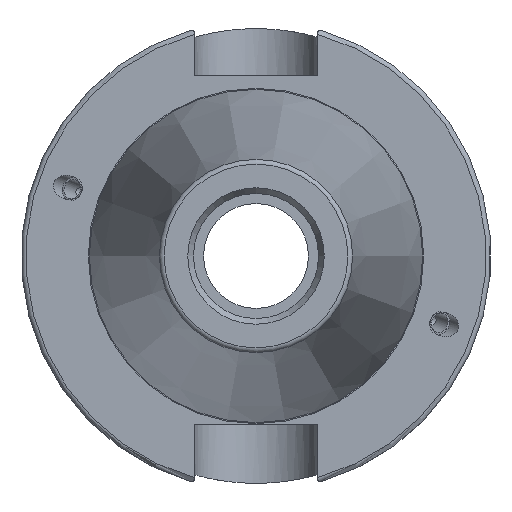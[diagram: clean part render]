
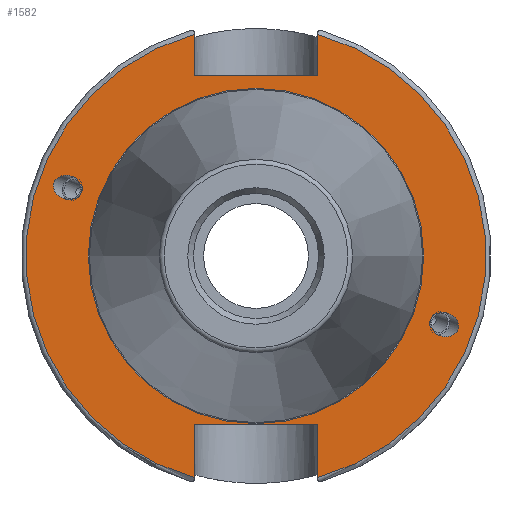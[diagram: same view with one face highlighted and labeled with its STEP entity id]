
A CAD part, left-side view. The second image highlights one B-rep face of the part: STEP entity #1582.
In plain terms, the highlighted planar face has unit normal (-1, 0, 0).
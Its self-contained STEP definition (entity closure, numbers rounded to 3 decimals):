
#34=ELLIPSE('',#1711,3.052,2.5);
#35=ELLIPSE('',#1745,3.052,2.5);
#62=PLANE('',#1751);
#98=FACE_BOUND('',#458,.T.);
#99=FACE_BOUND('',#459,.T.);
#100=FACE_BOUND('',#460,.T.);
#153=LINE('',#3172,#241);
#154=LINE('',#3176,#242);
#155=LINE('',#3178,#243);
#156=LINE('',#3180,#244);
#157=LINE('',#3184,#245);
#158=LINE('',#3185,#246);
#241=VECTOR('',#2080,10.);
#242=VECTOR('',#2083,10.);
#243=VECTOR('',#2084,10.);
#244=VECTOR('',#2085,10.);
#245=VECTOR('',#2088,10.);
#246=VECTOR('',#2089,10.);
#355=FACE_OUTER_BOUND('',#457,.T.);
#457=EDGE_LOOP('',(#1295,#1296,#1297,#1298,#1299,#1300,#1301,#1302));
#458=EDGE_LOOP('',(#1303));
#459=EDGE_LOOP('',(#1304));
#460=EDGE_LOOP('',(#1305));
#559=CIRCLE('',#1749,35.125);
#561=CIRCLE('',#1752,48.213);
#562=CIRCLE('',#1753,48.213);
#711=VERTEX_POINT('',#2899);
#749=VERTEX_POINT('',#3158);
#752=VERTEX_POINT('',#3165);
#753=VERTEX_POINT('',#3170);
#754=VERTEX_POINT('',#3171);
#755=VERTEX_POINT('',#3173);
#756=VERTEX_POINT('',#3175);
#757=VERTEX_POINT('',#3177);
#758=VERTEX_POINT('',#3179);
#759=VERTEX_POINT('',#3181);
#760=VERTEX_POINT('',#3183);
#899=EDGE_CURVE('',#711,#711,#34,.T.);
#950=EDGE_CURVE('',#749,#749,#35,.T.);
#953=EDGE_CURVE('',#752,#752,#559,.T.);
#955=EDGE_CURVE('',#753,#754,#153,.T.);
#956=EDGE_CURVE('',#755,#754,#561,.T.);
#957=EDGE_CURVE('',#755,#756,#154,.T.);
#958=EDGE_CURVE('',#756,#757,#155,.T.);
#959=EDGE_CURVE('',#757,#758,#156,.T.);
#960=EDGE_CURVE('',#759,#758,#562,.T.);
#961=EDGE_CURVE('',#759,#760,#157,.T.);
#962=EDGE_CURVE('',#760,#753,#158,.T.);
#1295=ORIENTED_EDGE('',*,*,#955,.T.);
#1296=ORIENTED_EDGE('',*,*,#956,.F.);
#1297=ORIENTED_EDGE('',*,*,#957,.T.);
#1298=ORIENTED_EDGE('',*,*,#958,.T.);
#1299=ORIENTED_EDGE('',*,*,#959,.T.);
#1300=ORIENTED_EDGE('',*,*,#960,.F.);
#1301=ORIENTED_EDGE('',*,*,#961,.T.);
#1302=ORIENTED_EDGE('',*,*,#962,.T.);
#1303=ORIENTED_EDGE('',*,*,#899,.T.);
#1304=ORIENTED_EDGE('',*,*,#950,.T.);
#1305=ORIENTED_EDGE('',*,*,#953,.F.);
#1582=ADVANCED_FACE('',(#355,#98,#99,#100),#62,.T.);
#1711=AXIS2_PLACEMENT_3D('',#2901,#1982,#1983);
#1745=AXIS2_PLACEMENT_3D('',#3160,#2066,#2067);
#1749=AXIS2_PLACEMENT_3D('',#3167,#2074,#2075);
#1751=AXIS2_PLACEMENT_3D('',#3169,#2078,#2079);
#1752=AXIS2_PLACEMENT_3D('',#3174,#2081,#2082);
#1753=AXIS2_PLACEMENT_3D('',#3182,#2086,#2087);
#1982=DIRECTION('center_axis',(1.,0.,0.));
#1983=DIRECTION('ref_axis',(0.,-0.94,-0.342));
#2066=DIRECTION('center_axis',(1.,0.,0.));
#2067=DIRECTION('ref_axis',(0.,0.94,0.342));
#2074=DIRECTION('center_axis',(-1.,0.,0.));
#2075=DIRECTION('ref_axis',(0.,-1.,0.));
#2078=DIRECTION('center_axis',(-1.,0.,0.));
#2079=DIRECTION('ref_axis',(0.,0.,1.));
#2080=DIRECTION('',(0.,0.,-1.));
#2081=DIRECTION('center_axis',(1.,0.,0.));
#2082=DIRECTION('ref_axis',(0.,-1.,0.));
#2083=DIRECTION('',(0.,0.,-1.));
#2084=DIRECTION('',(0.,1.,0.));
#2085=DIRECTION('',(0.,0.,1.));
#2086=DIRECTION('center_axis',(1.,0.,0.));
#2087=DIRECTION('ref_axis',(0.,1.,0.));
#2088=DIRECTION('',(0.,0.,1.));
#2089=DIRECTION('',(0.,-1.,0.));
#2899=CARTESIAN_POINT('',(3.175,-36.599,-13.321));
#2901=CARTESIAN_POINT('Origin',(3.175,-39.467,-14.365));
#3158=CARTESIAN_POINT('',(3.175,36.599,13.321));
#3160=CARTESIAN_POINT('Origin',(3.175,39.467,14.365));
#3165=CARTESIAN_POINT('',(3.175,0.,35.125));
#3167=CARTESIAN_POINT('Origin',(3.175,0.,0.));
#3169=CARTESIAN_POINT('Origin',(3.175,49.213,0.));
#3170=CARTESIAN_POINT('',(3.175,-12.95,-35.306));
#3171=CARTESIAN_POINT('',(3.175,-12.95,-46.441));
#3172=CARTESIAN_POINT('',(3.175,-12.95,-17.653));
#3173=CARTESIAN_POINT('',(3.175,-12.95,46.441));
#3174=CARTESIAN_POINT('Origin',(3.175,0.,0.));
#3175=CARTESIAN_POINT('',(3.175,-12.95,37.719));
#3176=CARTESIAN_POINT('',(3.175,-12.95,18.86));
#3177=CARTESIAN_POINT('',(3.175,12.95,37.719));
#3178=CARTESIAN_POINT('',(3.175,24.606,37.719));
#3179=CARTESIAN_POINT('',(3.175,12.95,46.441));
#3180=CARTESIAN_POINT('',(3.175,12.95,18.86));
#3181=CARTESIAN_POINT('',(3.175,12.95,-46.441));
#3182=CARTESIAN_POINT('Origin',(3.175,0.,0.));
#3183=CARTESIAN_POINT('',(3.175,12.95,-35.306));
#3184=CARTESIAN_POINT('',(3.175,12.95,-17.653));
#3185=CARTESIAN_POINT('',(3.175,24.606,-35.306));
